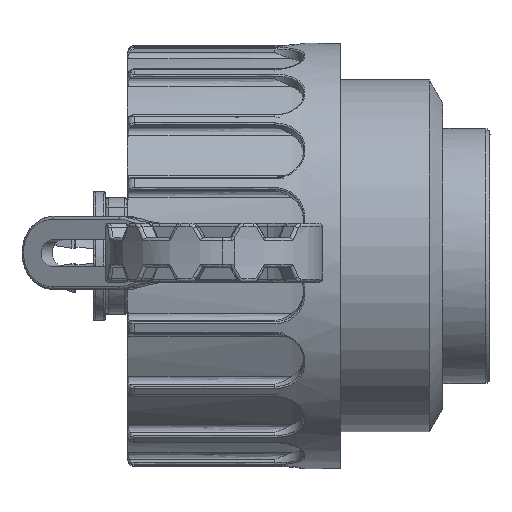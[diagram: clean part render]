
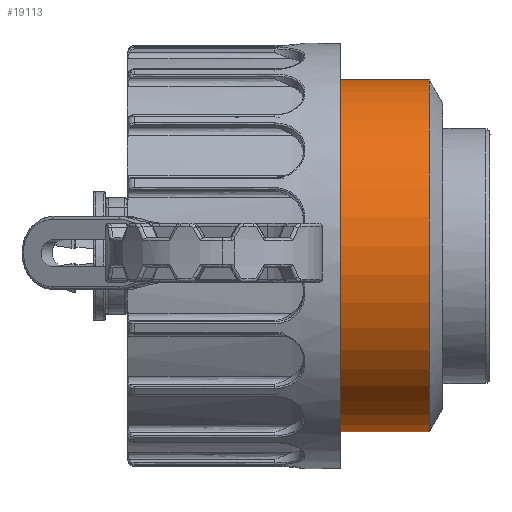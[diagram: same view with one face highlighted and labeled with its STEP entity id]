
A CAD part, top view. The second image highlights one B-rep face of the part: STEP entity #19113.
In plain terms, the highlighted free-form (B-spline) face has degree [2, 1] with [7, 2] control points.
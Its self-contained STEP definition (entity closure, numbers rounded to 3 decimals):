
#19034=CARTESIAN_POINT('V14',(10.594,1.404,
   0.0));
#19035=VERTEX_POINT('V14',#19034);
#19041=CARTESIAN_POINT('E20',(10.594,1.404,
   0.0));
#19042=CARTESIAN_POINT('E20',(10.594,1.404,
   -20.785));
#19043=CARTESIAN_POINT('E20',(10.594,-16.596,
   -10.392));
#19044=CARTESIAN_POINT('E20',(10.594,-34.596,
   0.));
#19045=CARTESIAN_POINT('E20',(10.594,-16.596,
   10.392));
#19046=CARTESIAN_POINT('E20',(10.594,1.404,
   20.785));
#19047=CARTESIAN_POINT('E20',(10.594,1.404,
   0.0));
#19055=(BOUNDED_CURVE()B_SPLINE_CURVE(2,(#19041,#19042,#19043,
   #19044,#19045,#19046,#19047),.CIRCULAR_ARC.,.T.,.U.)
   B_SPLINE_CURVE_WITH_KNOTS((3,2,2,3),(0.0,21.138,
   42.276,63.414),.UNSPECIFIED.)CURVE()
   GEOMETRIC_REPRESENTATION_ITEM()RATIONAL_B_SPLINE_CURVE((1.0,
   0.5,1.0,0.5,1.0,0.5,1.0)
   )REPRESENTATION_ITEM('E20'));
#19056=EDGE_CURVE('E20',#19035,#19035,#19055,.T.);
#19063=CARTESIAN_POINT('F10',(4.51,1.404,
   0.0));
#19064=CARTESIAN_POINT('F10',(4.51,1.404,
   20.785));
#19065=CARTESIAN_POINT('F10',(4.51,-16.596,
   10.392));
#19066=CARTESIAN_POINT('F10',(4.51,-34.596,
   0.));
#19067=CARTESIAN_POINT('F10',(4.51,-16.596,
   -10.392));
#19068=CARTESIAN_POINT('F10',(4.51,1.404,
   -20.785));
#19069=CARTESIAN_POINT('F10',(4.51,1.404,
   0.0));
#19070=CARTESIAN_POINT('F10',(10.594,1.404,
   0.0));
#19071=CARTESIAN_POINT('F10',(10.594,1.404,
   20.785));
#19072=CARTESIAN_POINT('F10',(10.594,-16.596,
   10.392));
#19073=CARTESIAN_POINT('F10',(10.594,-34.596,
   0.));
#19074=CARTESIAN_POINT('F10',(10.594,-16.596,
   -10.392));
#19075=CARTESIAN_POINT('F10',(10.594,1.404,
   -20.785));
#19076=CARTESIAN_POINT('F10',(10.594,1.404,
   0.0));
#19084=(BOUNDED_SURFACE()B_SPLINE_SURFACE(2,1,((#19063,#19070),(
   #19064,#19071),(#19065,#19072),(#19066,#19073),(#19067,
   #19074),(#19068,#19075),(#19069,#19076)),.CYLINDRICAL_SURF.,
   .T.,.F.,.U.)B_SPLINE_SURFACE_WITH_KNOTS((3,2,2,3),(2,2),(0.0,
   6.833,13.665,20.498),(0.0,
   1.0),.UNSPECIFIED.)GEOMETRIC_REPRESENTATION_ITEM()
   RATIONAL_B_SPLINE_SURFACE(((1.0,1.0),(0.5,
   0.5),(1.0,1.0),(0.5,
   0.5),(1.0,1.0),(0.5,
   0.5),(1.0,1.0)))REPRESENTATION_ITEM('F10')SURFACE(
   ));
#19085=CARTESIAN_POINT('V13',(4.51,1.404,
   0.0));
#19086=VERTEX_POINT('V13',#19085);
#19087=CARTESIAN_POINT('E19',(10.594,1.404,
   0.0));
#19088=CARTESIAN_POINT('E19',(4.51,1.404,
   0.0));
#19089=QUASI_UNIFORM_CURVE('E19',1,(#19087,#19088),.POLYLINE_FORM.,
   .F.,.U.);
#19090=EDGE_CURVE('E19',#19035,#19086,#19089,.T.);
#19091=ORIENTED_EDGE('E19',*,*,#19090,.T.);
#19092=CARTESIAN_POINT('E18',(4.51,1.404,
   0.0));
#19093=CARTESIAN_POINT('E18',(4.51,1.404,
   -20.785));
#19094=CARTESIAN_POINT('E18',(4.51,-16.596,
   -10.392));
#19095=CARTESIAN_POINT('E18',(4.51,-34.596,
   0.));
#19096=CARTESIAN_POINT('E18',(4.51,-16.596,
   10.392));
#19097=CARTESIAN_POINT('E18',(4.51,1.404,
   20.785));
#19098=CARTESIAN_POINT('E18',(4.51,1.404,
   0.0));
#19106=(BOUNDED_CURVE()B_SPLINE_CURVE(2,(#19092,#19093,#19094,
   #19095,#19096,#19097,#19098),.CIRCULAR_ARC.,.T.,.U.)
   B_SPLINE_CURVE_WITH_KNOTS((3,2,2,3),(0.0,6.833,
   13.665,20.498),.UNSPECIFIED.)CURVE()
   GEOMETRIC_REPRESENTATION_ITEM()RATIONAL_B_SPLINE_CURVE((1.0,
   0.5,1.0,0.5,1.0,0.5,1.0)
   )REPRESENTATION_ITEM('E18'));
#19107=EDGE_CURVE('E18',#19086,#19086,#19106,.T.);
#19108=ORIENTED_EDGE('E18',*,*,#19107,.F.);
#19109=ORIENTED_EDGE('E19',*,*,#19090,.F.);
#19110=ORIENTED_EDGE('E20',*,*,#19056,.T.);
#19111=EDGE_LOOP('F10',(#19091,#19108,#19109,#19110));
#19112=FACE_OUTER_BOUND('F10',#19111,.T.);
#19113=ADVANCED_FACE('F10',(#19112),#19084,.T.);
